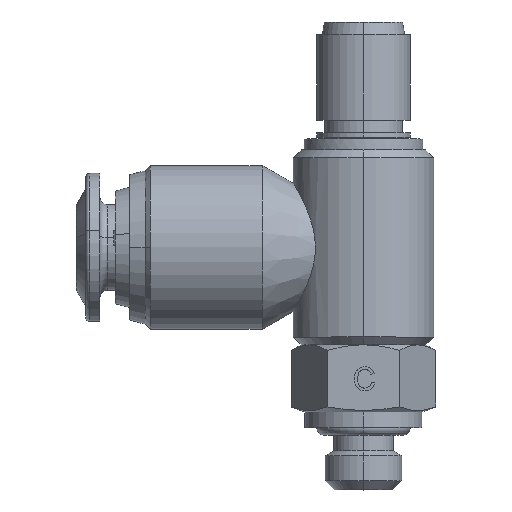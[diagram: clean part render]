
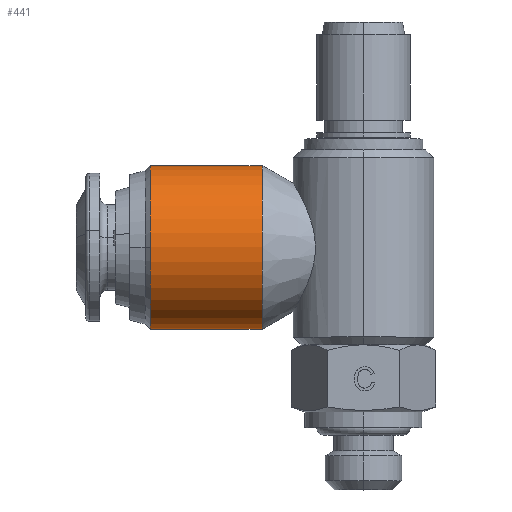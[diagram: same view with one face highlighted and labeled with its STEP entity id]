
A CAD part, top view. The second image highlights one B-rep face of the part: STEP entity #441.
In plain terms, the highlighted cylindrical face has radius 5.25 mm (diameter 10.5 mm), a partial arc.
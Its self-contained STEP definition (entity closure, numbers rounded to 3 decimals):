
#139 = EDGE_LOOP ( 'NONE', ( #364, #369, #384, #370, #367 ) ) ;
#364 = ORIENTED_EDGE ( 'NONE', *, *, #1632, .T. ) ;
#367 = ORIENTED_EDGE ( 'NONE', *, *, #1639, .F. ) ;
#369 = ORIENTED_EDGE ( 'NONE', *, *, #1637, .T. ) ;
#370 = ORIENTED_EDGE ( 'NONE', *, *, #1625, .T. ) ;
#384 = ORIENTED_EDGE ( 'NONE', *, *, #1638, .T. ) ;
#441 = ADVANCED_FACE ( 'NONE', ( #3645 ), #3649, .T. ) ;
#656 = VERTEX_POINT ( 'NONE', #989 ) ;
#693 = VERTEX_POINT ( 'NONE', #941 ) ;
#701 = VERTEX_POINT ( 'NONE', #929 ) ;
#716 = VERTEX_POINT ( 'NONE', #912 ) ;
#912 = CARTESIAN_POINT ( 'NONE',  ( -6.5, 10.3, 0. ) ) ;
#929 = CARTESIAN_POINT ( 'NONE',  ( -13.668, 10.3, 0. ) ) ;
#941 = CARTESIAN_POINT ( 'NONE',  ( -13.668, 15.55, 5.25 ) ) ;
#989 = CARTESIAN_POINT ( 'NONE',  ( -6.5, 20.8, 0. ) ) ;
#1191 = CARTESIAN_POINT ( 'NONE',  ( -13.668, 20.8, 0. ) ) ;
#1625 = EDGE_CURVE ( 'NONE', #693, #701, #3489, .T. ) ;
#1632 = EDGE_CURVE ( 'NONE', #716, #656, #3499, .T. ) ;
#1637 = EDGE_CURVE ( 'NONE', #656, #4158, #3504, .T. ) ;
#1638 = EDGE_CURVE ( 'NONE', #4158, #693, #3510, .T. ) ;
#1639 = EDGE_CURVE ( 'NONE', #716, #701, #3512, .T. ) ;
#1766 = CARTESIAN_POINT ( 'NONE',  ( -13.668, 15.55, 0. ) ) ;
#1767 = DIRECTION ( 'NONE',  ( 1., 0., 0. ) ) ;
#1768 = DIRECTION ( 'NONE',  ( 0., 0., 1. ) ) ;
#1821 = CARTESIAN_POINT ( 'NONE',  ( -6.5, 15.55, 0. ) ) ;
#1822 = DIRECTION ( 'NONE',  ( -1., 0., 0. ) ) ;
#1823 = DIRECTION ( 'NONE',  ( 0., -1., 0. ) ) ;
#1825 = DIRECTION ( 'NONE',  ( -1., 0., 0. ) ) ;
#1826 = CARTESIAN_POINT ( 'NONE',  ( -21.5, 20.8, 0. ) ) ;
#1862 = CARTESIAN_POINT ( 'NONE',  ( -21.5, 10.3, 0. ) ) ;
#1864 = DIRECTION ( 'NONE',  ( -1., 0., 0. ) ) ;
#1866 = CARTESIAN_POINT ( 'NONE',  ( -13.668, 15.55, 0. ) ) ;
#1867 = DIRECTION ( 'NONE',  ( 1., 0., 0. ) ) ;
#1868 = DIRECTION ( 'NONE',  ( 0., 0., 1. ) ) ;
#2249 = AXIS2_PLACEMENT_3D ( 'NONE', #2942, #2934, #2935 ) ;
#2934 = DIRECTION ( 'NONE',  ( -1., 0., 0. ) ) ;
#2935 = DIRECTION ( 'NONE',  ( 0., -1., 0. ) ) ;
#2942 = CARTESIAN_POINT ( 'NONE',  ( -21.5, 15.55, 0. ) ) ;
#3489 = CIRCLE ( 'NONE', #4240, 5.25 ) ;
#3499 = CIRCLE ( 'NONE', #4242, 5.25 ) ;
#3504 = LINE ( 'NONE', #1826, #3511 ) ;
#3510 = CIRCLE ( 'NONE', #4243, 5.25 ) ;
#3511 = VECTOR ( 'NONE', #1864, 1000. ) ;
#3512 = LINE ( 'NONE', #1862, #3514 ) ;
#3514 = VECTOR ( 'NONE', #1825, 1000. ) ;
#3645 = FACE_OUTER_BOUND ( 'NONE', #139, .T. ) ;
#3649 = CYLINDRICAL_SURFACE ( 'NONE', #2249, 5.25 ) ;
#4158 = VERTEX_POINT ( 'NONE', #1191 ) ;
#4240 = AXIS2_PLACEMENT_3D ( 'NONE', #1766, #1767, #1768 ) ;
#4242 = AXIS2_PLACEMENT_3D ( 'NONE', #1821, #1822, #1823 ) ;
#4243 = AXIS2_PLACEMENT_3D ( 'NONE', #1866, #1867, #1868 ) ;
